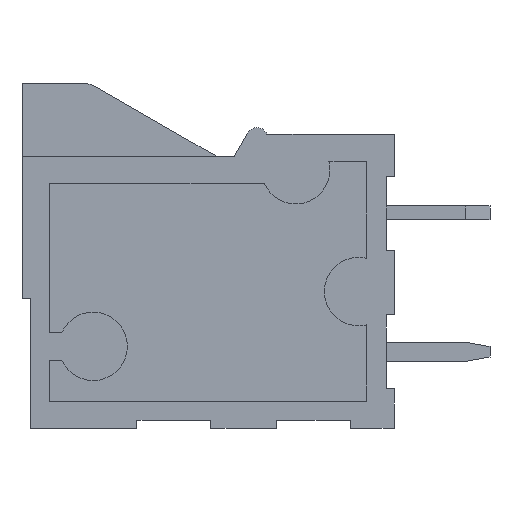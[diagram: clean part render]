
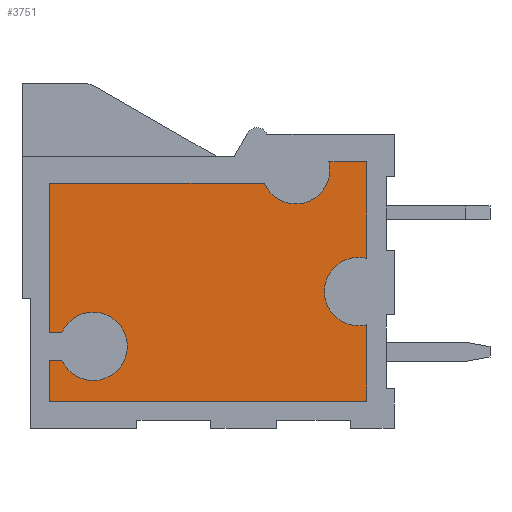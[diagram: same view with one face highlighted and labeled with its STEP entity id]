
A CAD part, left-side view. The second image highlights one B-rep face of the part: STEP entity #3751.
In plain terms, the highlighted planar face has unit normal (-1, 0, 0).
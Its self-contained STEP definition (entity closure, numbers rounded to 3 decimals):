
#2349 = EDGE_CURVE('',#2350,#2352,#2354,.T.);
#2350 = VERTEX_POINT('',#2351);
#2351 = CARTESIAN_POINT('',(1.5,12.146,-10.1));
#2352 = VERTEX_POINT('',#2353);
#2353 = CARTESIAN_POINT('',(1.5,11.,-10.85));
#2354 = CIRCLE('',#2355,1.25);
#2355 = AXIS2_PLACEMENT_3D('',#2356,#2357,#2358);
#2356 = CARTESIAN_POINT('',(1.5,11.,-9.6));
#2357 = DIRECTION('',(-1.,0.,0.));
#2358 = DIRECTION('',(0.,0.,1.));
#2392 = EDGE_CURVE('',#2352,#2393,#2395,.T.);
#2393 = VERTEX_POINT('',#2394);
#2394 = CARTESIAN_POINT('',(1.5,11.,-8.35));
#2395 = CIRCLE('',#2396,1.25);
#2396 = AXIS2_PLACEMENT_3D('',#2397,#2398,#2399);
#2397 = CARTESIAN_POINT('',(1.5,11.,-9.6));
#2398 = DIRECTION('',(-1.,0.,0.));
#2399 = DIRECTION('',(0.,0.,1.));
#2424 = EDGE_CURVE('',#2425,#2427,#2429,.T.);
#2425 = VERTEX_POINT('',#2426);
#2426 = CARTESIAN_POINT('',(1.5,1.3,-6.35));
#2427 = VERTEX_POINT('',#2428);
#2428 = CARTESIAN_POINT('',(1.5,1.3,-8.85));
#2429 = CIRCLE('',#2430,1.25);
#2430 = AXIS2_PLACEMENT_3D('',#2431,#2432,#2433);
#2431 = CARTESIAN_POINT('',(1.5,1.3,-7.6));
#2432 = DIRECTION('',(-1.,0.,0.));
#2433 = DIRECTION('',(0.,0.,1.));
#2466 = EDGE_CURVE('',#2467,#2425,#2469,.T.);
#2467 = VERTEX_POINT('',#2468);
#2468 = CARTESIAN_POINT('',(1.5,1.,-6.387));
#2469 = CIRCLE('',#2470,1.25);
#2470 = AXIS2_PLACEMENT_3D('',#2471,#2472,#2473);
#2471 = CARTESIAN_POINT('',(1.5,1.3,-7.6));
#2472 = DIRECTION('',(-1.,0.,0.));
#2473 = DIRECTION('',(0.,0.,1.));
#3479 = EDGE_CURVE('',#2427,#3480,#3482,.T.);
#3480 = VERTEX_POINT('',#3481);
#3481 = CARTESIAN_POINT('',(1.5,1.,-8.813));
#3482 = CIRCLE('',#3483,1.25);
#3483 = AXIS2_PLACEMENT_3D('',#3484,#3485,#3486);
#3484 = CARTESIAN_POINT('',(1.5,1.3,-7.6));
#3485 = DIRECTION('',(-1.,0.,0.));
#3486 = DIRECTION('',(0.,0.,1.));
#3505 = EDGE_CURVE('',#3506,#3480,#3508,.T.);
#3506 = VERTEX_POINT('',#3507);
#3507 = CARTESIAN_POINT('',(1.5,1.,-11.6));
#3508 = LINE('',#3509,#3510);
#3509 = CARTESIAN_POINT('',(1.5,1.,0.));
#3510 = VECTOR('',#3511,1.);
#3511 = DIRECTION('',(0.,0.,1.));
#3529 = EDGE_CURVE('',#3530,#3506,#3532,.T.);
#3530 = VERTEX_POINT('',#3531);
#3531 = CARTESIAN_POINT('',(1.5,12.6,-11.6));
#3532 = LINE('',#3533,#3534);
#3533 = CARTESIAN_POINT('',(1.5,0.,-11.6));
#3534 = VECTOR('',#3535,1.);
#3535 = DIRECTION('',(0.,-1.,0.));
#3553 = EDGE_CURVE('',#3530,#3554,#3556,.T.);
#3554 = VERTEX_POINT('',#3555);
#3555 = CARTESIAN_POINT('',(1.5,12.6,-10.1));
#3556 = LINE('',#3557,#3558);
#3557 = CARTESIAN_POINT('',(1.5,12.6,0.));
#3558 = VECTOR('',#3559,1.);
#3559 = DIRECTION('',(0.,0.,1.));
#3577 = EDGE_CURVE('',#3554,#2350,#3578,.T.);
#3578 = LINE('',#3579,#3580);
#3579 = CARTESIAN_POINT('',(1.5,0.,-10.1));
#3580 = VECTOR('',#3581,1.);
#3581 = DIRECTION('',(0.,-1.,0.));
#3593 = EDGE_CURVE('',#2393,#3594,#3596,.T.);
#3594 = VERTEX_POINT('',#3595);
#3595 = CARTESIAN_POINT('',(1.5,12.146,-9.1));
#3596 = CIRCLE('',#3597,1.25);
#3597 = AXIS2_PLACEMENT_3D('',#3598,#3599,#3600);
#3598 = CARTESIAN_POINT('',(1.5,11.,-9.6));
#3599 = DIRECTION('',(-1.,0.,0.));
#3600 = DIRECTION('',(0.,0.,1.));
#3619 = EDGE_CURVE('',#3620,#3594,#3622,.T.);
#3620 = VERTEX_POINT('',#3621);
#3621 = CARTESIAN_POINT('',(1.5,12.6,-9.1));
#3622 = LINE('',#3623,#3624);
#3623 = CARTESIAN_POINT('',(1.5,0.,-9.1));
#3624 = VECTOR('',#3625,1.);
#3625 = DIRECTION('',(0.,-1.,0.));
#3643 = EDGE_CURVE('',#3620,#3644,#3646,.T.);
#3644 = VERTEX_POINT('',#3645);
#3645 = CARTESIAN_POINT('',(1.5,12.6,-3.65));
#3646 = LINE('',#3647,#3648);
#3647 = CARTESIAN_POINT('',(1.5,12.6,0.));
#3648 = VECTOR('',#3649,1.);
#3649 = DIRECTION('',(0.,0.,1.));
#3667 = EDGE_CURVE('',#3668,#3644,#3670,.T.);
#3668 = VERTEX_POINT('',#3669);
#3669 = CARTESIAN_POINT('',(1.5,4.746,-3.65));
#3670 = LINE('',#3671,#3672);
#3671 = CARTESIAN_POINT('',(1.5,0.,-3.65));
#3672 = VECTOR('',#3673,1.);
#3673 = DIRECTION('',(0.,1.,0.));
#3691 = EDGE_CURVE('',#3668,#3692,#3694,.T.);
#3692 = VERTEX_POINT('',#3693);
#3693 = CARTESIAN_POINT('',(1.5,2.387,-2.85));
#3694 = CIRCLE('',#3695,1.25);
#3695 = AXIS2_PLACEMENT_3D('',#3696,#3697,#3698);
#3696 = CARTESIAN_POINT('',(1.5,3.6,-3.15));
#3697 = DIRECTION('',(-1.,0.,0.));
#3698 = DIRECTION('',(0.,0.,1.));
#3716 = EDGE_CURVE('',#3692,#3717,#3719,.T.);
#3717 = VERTEX_POINT('',#3718);
#3718 = CARTESIAN_POINT('',(1.5,1.,-2.85));
#3719 = LINE('',#3720,#3721);
#3720 = CARTESIAN_POINT('',(1.5,0.,-2.85));
#3721 = VECTOR('',#3722,1.);
#3722 = DIRECTION('',(0.,-1.,0.));
#3740 = EDGE_CURVE('',#2467,#3717,#3741,.T.);
#3741 = LINE('',#3742,#3743);
#3742 = CARTESIAN_POINT('',(1.5,1.,0.));
#3743 = VECTOR('',#3744,1.);
#3744 = DIRECTION('',(0.,0.,1.));
#3751 = ADVANCED_FACE('',(#3752),#3770,.T.);
#3752 = FACE_BOUND('',#3753,.T.);
#3753 = EDGE_LOOP('',(#3754,#3755,#3756,#3757,#3758,#3759,#3760,#3761,
    #3762,#3763,#3764,#3765,#3766,#3767,#3768,#3769));
#3754 = ORIENTED_EDGE('',*,*,#2466,.F.);
#3755 = ORIENTED_EDGE('',*,*,#3740,.T.);
#3756 = ORIENTED_EDGE('',*,*,#3716,.F.);
#3757 = ORIENTED_EDGE('',*,*,#3691,.F.);
#3758 = ORIENTED_EDGE('',*,*,#3667,.T.);
#3759 = ORIENTED_EDGE('',*,*,#3643,.F.);
#3760 = ORIENTED_EDGE('',*,*,#3619,.T.);
#3761 = ORIENTED_EDGE('',*,*,#3593,.F.);
#3762 = ORIENTED_EDGE('',*,*,#2392,.F.);
#3763 = ORIENTED_EDGE('',*,*,#2349,.F.);
#3764 = ORIENTED_EDGE('',*,*,#3577,.F.);
#3765 = ORIENTED_EDGE('',*,*,#3553,.F.);
#3766 = ORIENTED_EDGE('',*,*,#3529,.T.);
#3767 = ORIENTED_EDGE('',*,*,#3505,.T.);
#3768 = ORIENTED_EDGE('',*,*,#3479,.F.);
#3769 = ORIENTED_EDGE('',*,*,#2424,.F.);
#3770 = PLANE('',#3771);
#3771 = AXIS2_PLACEMENT_3D('',#3772,#3773,#3774);
#3772 = CARTESIAN_POINT('',(1.5,0.,0.));
#3773 = DIRECTION('',(-1.,0.,0.));
#3774 = DIRECTION('',(0.,0.,1.));
